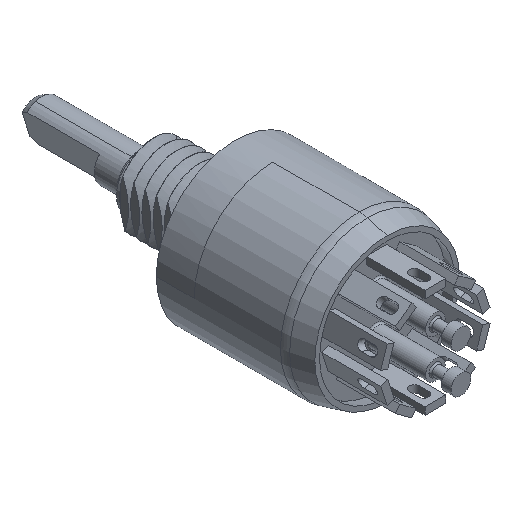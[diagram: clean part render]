
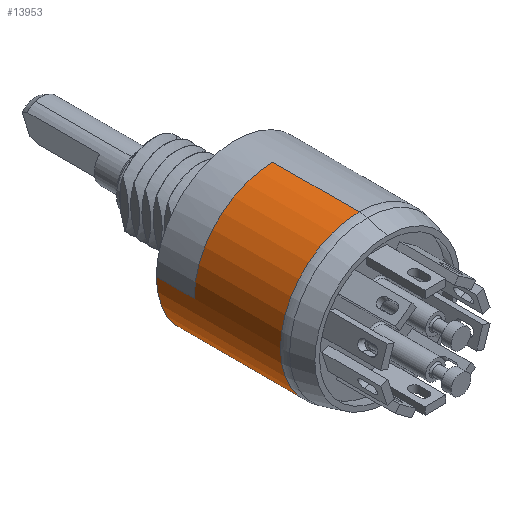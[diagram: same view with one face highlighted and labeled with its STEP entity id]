
A CAD part, isometric view. The second image highlights one B-rep face of the part: STEP entity #13953.
In plain terms, the highlighted cylindrical face has radius 6.35 mm (diameter 12.7 mm), a partial arc.
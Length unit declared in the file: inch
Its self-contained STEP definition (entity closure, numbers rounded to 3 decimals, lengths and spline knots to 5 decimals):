
#2481=CARTESIAN_POINT('',(0.,-0.052,0.));
#2482=DIRECTION('',(0.,-1.,0.));
#2483=DIRECTION('',(0.,0.,1.));
#2484=AXIS2_PLACEMENT_3D('',#2481,#2482,#2483);
#2500=CARTESIAN_POINT('',(0.,0.068,0.));
#2501=DIRECTION('',(0.,1.,0.));
#2502=DIRECTION('',(1.,0.,0.));
#2503=AXIS2_PLACEMENT_3D('',#2500,#2501,#2502);
#2513=DIRECTION('',(0.,-1.,0.));
#2514=VECTOR('',#2513,0.06);
#2515=CARTESIAN_POINT('',(0.25,0.068,0.));
#2516=LINE('',#2515,#2514);
#2517=DIRECTION('',(0.,1.,0.));
#2518=VECTOR('',#2517,0.12);
#2519=CARTESIAN_POINT('',(-0.25,-0.052,0.));
#2520=LINE('',#2519,#2518);
#2521=DIRECTION('',(0.,1.,0.));
#2522=VECTOR('',#2521,0.274);
#2523=CARTESIAN_POINT('',(0.,-0.326,0.25));
#2524=LINE('',#2523,#2522);
#2525=CARTESIAN_POINT('',(0.,-0.326,0.));
#2526=DIRECTION('',(0.,1.,0.));
#2527=DIRECTION('',(0.,0.,-1.));
#2528=AXIS2_PLACEMENT_3D('',#2525,#2526,#2527);
#2530=DIRECTION('',(0.,1.,0.));
#2531=VECTOR('',#2530,0.274);
#2532=CARTESIAN_POINT('',(0.,-0.326,-0.25));
#2533=LINE('',#2532,#2531);
#2534=CARTESIAN_POINT('',(0.,-0.052,0.));
#2535=DIRECTION('',(0.,-1.,0.));
#2536=DIRECTION('',(0.,0.,-1.));
#2537=AXIS2_PLACEMENT_3D('',#2534,#2535,#2536);
#2539=DIRECTION('',(0.,1.,0.));
#2540=VECTOR('',#2539,0.06);
#2541=CARTESIAN_POINT('',(0.25,-0.052,0.));
#2542=LINE('',#2541,#2540);
#8671=CARTESIAN_POINT('',(-0.25,0.068,0.));
#8673=VERTEX_POINT('',#8671);
#8674=CARTESIAN_POINT('',(0.25,0.068,0.));
#8675=VERTEX_POINT('',#8674);
#10005=CARTESIAN_POINT('',(0.25,0.008,0.));
#10006=VERTEX_POINT('',#10005);
#10637=CARTESIAN_POINT('',(0.,-0.326,-0.25));
#10638=VERTEX_POINT('',#10637);
#10649=CARTESIAN_POINT('',(0.,-0.326,0.25));
#10650=VERTEX_POINT('',#10649);
#10651=CARTESIAN_POINT('',(0.,-0.052,0.25));
#10652=CARTESIAN_POINT('',(-0.25,-0.052,0.));
#10653=VERTEX_POINT('',#10651);
#10654=VERTEX_POINT('',#10652);
#10655=CARTESIAN_POINT('',(0.,-0.052,-0.25));
#10656=CARTESIAN_POINT('',(0.25,-0.052,0.));
#10657=VERTEX_POINT('',#10655);
#10658=VERTEX_POINT('',#10656);
#13937=CARTESIAN_POINT('',(0.,0.3491,0.));
#13938=DIRECTION('',(0.,-1.,0.));
#13939=DIRECTION('',(-1.,0.,0.));
#13940=AXIS2_PLACEMENT_3D('',#13937,#13938,#13939);
#13941=CYLINDRICAL_SURFACE('',#13940,0.25);
#13942=ORIENTED_EDGE('',*,*,#13876,.T.);
#13943=ORIENTED_EDGE('',*,*,#13854,.F.);
#13944=ORIENTED_EDGE('',*,*,#13852,.F.);
#13945=ORIENTED_EDGE('',*,*,#13850,.F.);
#13946=ORIENTED_EDGE('',*,*,#13799,.F.);
#13947=ORIENTED_EDGE('',*,*,#13847,.T.);
#13948=ORIENTED_EDGE('',*,*,#13845,.T.);
#13949=ORIENTED_EDGE('',*,*,#13843,.T.);
#13950=ORIENTED_EDGE('',*,*,#13923,.F.);
#13951=EDGE_LOOP('',(#13942,#13943,#13944,#13945,#13946,#13947,#13948,#13949,
#13950));
#13952=FACE_OUTER_BOUND('',#13951,.F.);
#13953=ADVANCED_FACE('',(#13952),#13941,.T.);
#2485=CIRCLE('',#2484,0.25);
#2504=CIRCLE('',#2503,0.25);
#2529=CIRCLE('',#2528,0.25);
#2538=CIRCLE('',#2537,0.25);
#13799=EDGE_CURVE('',#10638,#10650,#2529,.T.);
#13843=EDGE_CURVE('',#10658,#10006,#2542,.T.);
#13845=EDGE_CURVE('',#10657,#10658,#2538,.T.);
#13847=EDGE_CURVE('',#10638,#10657,#2533,.T.);
#13850=EDGE_CURVE('',#10650,#10653,#2524,.T.);
#13852=EDGE_CURVE('',#10653,#10654,#2485,.T.);
#13854=EDGE_CURVE('',#10654,#8673,#2520,.T.);
#13876=EDGE_CURVE('',#8675,#8673,#2504,.T.);
#13923=EDGE_CURVE('',#8675,#10006,#2516,.T.);
